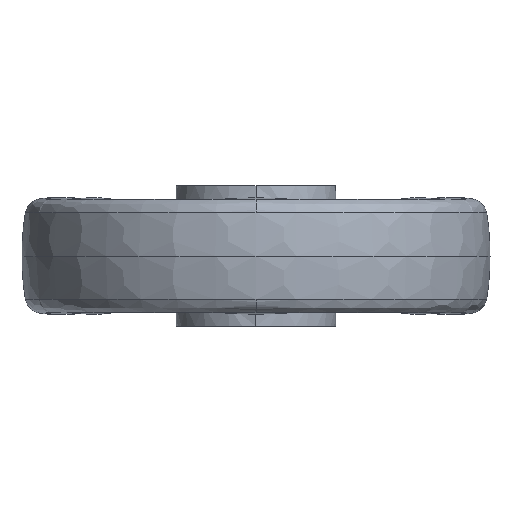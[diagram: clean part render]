
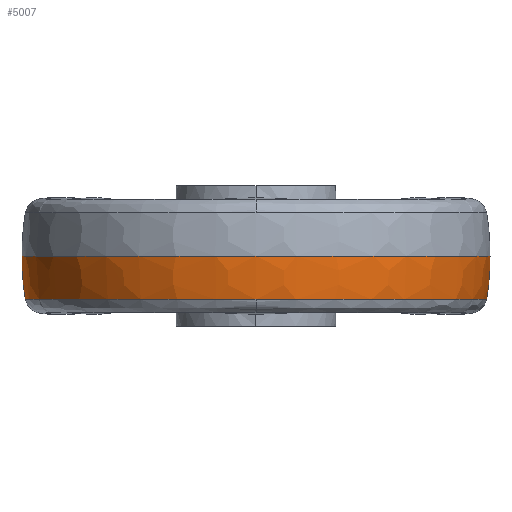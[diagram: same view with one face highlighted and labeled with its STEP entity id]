
A CAD part, left-side view. The second image highlights one B-rep face of the part: STEP entity #5007.
In plain terms, the highlighted toroidal (fillet/blend) face has major radius 4.992 mm and minor radius 105 mm.
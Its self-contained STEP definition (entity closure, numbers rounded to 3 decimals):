
#314 = CIRCLE ( 'NONE', #7757, 100. ) ;
#595 = AXIS2_PLACEMENT_3D ( 'NONE', #1716, #4216, #3600 ) ;
#759 = CARTESIAN_POINT ( 'NONE',  ( 0., 98.58, -18.561 ) ) ;
#1205 = DIRECTION ( 'NONE',  ( 0., 0., 1. ) ) ;
#1241 = CARTESIAN_POINT ( 'NONE',  ( 0., 0., -18.561 ) ) ;
#1329 = EDGE_LOOP ( 'NONE', ( #2915, #6943, #5099, #3698, #2271 ) ) ;
#1553 = VERTEX_POINT ( 'NONE', #759 ) ;
#1667 = DIRECTION ( 'NONE',  ( 0., 0., 1. ) ) ;
#1716 = CARTESIAN_POINT ( 'NONE',  ( 0., -4.992, -1.304 ) ) ;
#2127 = CIRCLE ( 'NONE', #3994, 98.58 ) ;
#2271 = ORIENTED_EDGE ( 'NONE', *, *, #6714, .F. ) ;
#2337 = EDGE_CURVE ( 'NONE', #2876, #6920, #314, .T. ) ;
#2479 = CIRCLE ( 'NONE', #2732, 105. ) ;
#2732 = AXIS2_PLACEMENT_3D ( 'NONE', #4771, #7193, #1205 ) ;
#2876 = VERTEX_POINT ( 'NONE', #5826 ) ;
#2915 = ORIENTED_EDGE ( 'NONE', *, *, #4248, .T. ) ;
#2978 = TOROIDAL_SURFACE ( 'NONE', #4220, -4.992, 105. ) ;
#3022 = CARTESIAN_POINT ( 'NONE',  ( 0., 0., -18.561 ) ) ;
#3082 = AXIS2_PLACEMENT_3D ( 'NONE', #3022, #3147, #7364 ) ;
#3147 = DIRECTION ( 'NONE',  ( 0., 0., 1. ) ) ;
#3600 = DIRECTION ( 'NONE',  ( 0., 0., -1. ) ) ;
#3698 = ORIENTED_EDGE ( 'NONE', *, *, #2337, .T. ) ;
#3751 = CARTESIAN_POINT ( 'NONE',  ( -98.58, 0., -18.561 ) ) ;
#3994 = AXIS2_PLACEMENT_3D ( 'NONE', #1241, #1667, #5424 ) ;
#4216 = DIRECTION ( 'NONE',  ( 1., 0., 0. ) ) ;
#4220 = AXIS2_PLACEMENT_3D ( 'NONE', #7672, #4649, #6555 ) ;
#4248 = EDGE_CURVE ( 'NONE', #1553, #6844, #5445, .T. ) ;
#4649 = DIRECTION ( 'NONE',  ( 0., 0., 1. ) ) ;
#4771 = CARTESIAN_POINT ( 'NONE',  ( 0., 4.992, -1.304 ) ) ;
#5007 = ADVANCED_FACE ( 'NONE', ( #6359 ), #2978, .T. ) ;
#5099 = ORIENTED_EDGE ( 'NONE', *, *, #6820, .T. ) ;
#5424 = DIRECTION ( 'NONE',  ( 1., 0., 0. ) ) ;
#5445 = CIRCLE ( 'NONE', #3082, 98.58 ) ;
#5722 = DIRECTION ( 'NONE',  ( 0., 0., -1. ) ) ;
#5826 = CARTESIAN_POINT ( 'NONE',  ( 0., -100., 0. ) ) ;
#6359 = FACE_OUTER_BOUND ( 'NONE', #1329, .T. ) ;
#6555 = DIRECTION ( 'NONE',  ( 0., 1., 0. ) ) ;
#6714 = EDGE_CURVE ( 'NONE', #1553, #6920, #7141, .T. ) ;
#6820 = EDGE_CURVE ( 'NONE', #7625, #2876, #2479, .T. ) ;
#6844 = VERTEX_POINT ( 'NONE', #3751 ) ;
#6920 = VERTEX_POINT ( 'NONE', #7587 ) ;
#6943 = ORIENTED_EDGE ( 'NONE', *, *, #6999, .T. ) ;
#6999 = EDGE_CURVE ( 'NONE', #6844, #7625, #2127, .T. ) ;
#7141 = CIRCLE ( 'NONE', #595, 105. ) ;
#7193 = DIRECTION ( 'NONE',  ( -1., 0., 0. ) ) ;
#7317 = CARTESIAN_POINT ( 'NONE',  ( 0., -98.58, -18.561 ) ) ;
#7364 = DIRECTION ( 'NONE',  ( 1., 0., 0. ) ) ;
#7446 = DIRECTION ( 'NONE',  ( 0., -1., 0. ) ) ;
#7475 = CARTESIAN_POINT ( 'NONE',  ( 0., 0., 0. ) ) ;
#7587 = CARTESIAN_POINT ( 'NONE',  ( 0., 100., 0. ) ) ;
#7625 = VERTEX_POINT ( 'NONE', #7317 ) ;
#7672 = CARTESIAN_POINT ( 'NONE',  ( 0., 0., -1.304 ) ) ;
#7757 = AXIS2_PLACEMENT_3D ( 'NONE', #7475, #5722, #7446 ) ;
